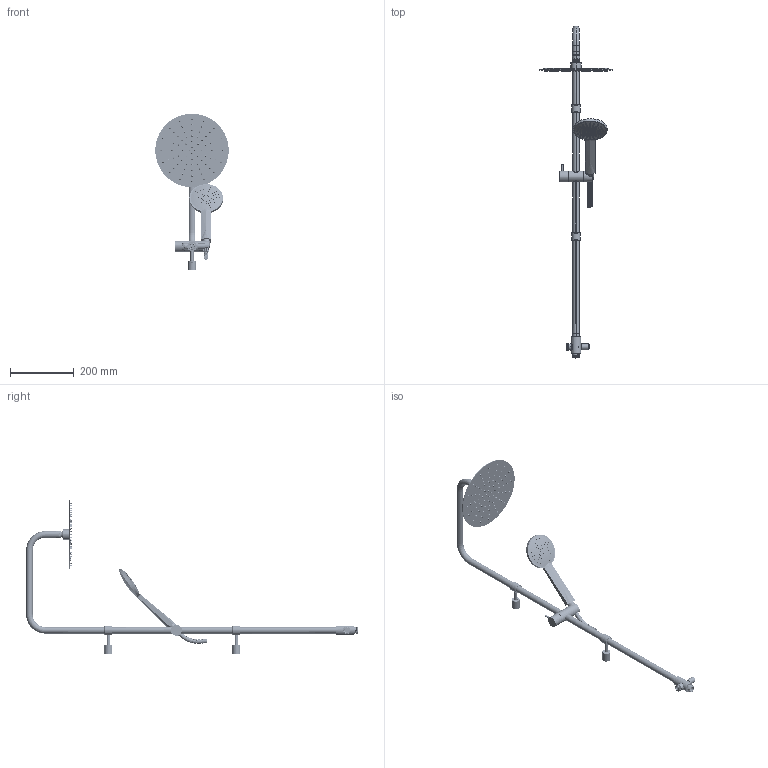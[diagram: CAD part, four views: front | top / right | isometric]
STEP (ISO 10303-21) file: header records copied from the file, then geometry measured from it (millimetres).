
FILE_DESCRIPTION((''),'2;1');
FILE_NAME('ZCOL680CR','2021-05-05T08:30:44',('ut3'),('PAFFONI SpA'),'CREO PARAMETRIC BY PTC INC, 2020044','CREO PARAMETRIC BY PTC INC, 2020044','');
FILE_SCHEMA(('CONFIG_CONTROL_DESIGN','SHAPE_APPEARANCE_LAYERS_GROUPS'));
Products named in the file (1): ZCOL680CR
Bounding box: 230 x 1037.75 x 490 mm (x, y, z)
Volume: 652784.9 mm3; surface area: 428388.3 mm2
Topology: 6 solids, 6 shells, 3291 faces, 7085 edges, 4178 vertices
Faces by surface type: torus 1437, cylinder 901, plane 487, cone 296, sphere 96, bspline 74
Entity records: 193716 total; most frequent: CARTESIAN_POINT 96019, DIRECTION 17577, ORIENTED_EDGE 14142, AXIS2_PLACEMENT_3D 8013, EDGE_CURVE 7071, CIRCLE 4796, VERTEX_POINT 4177, EDGE_LOOP 3854
